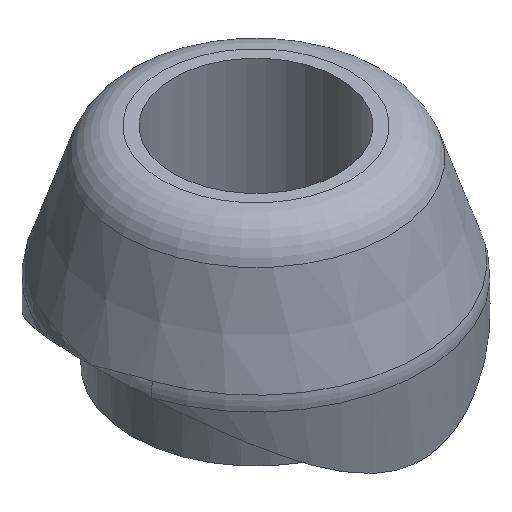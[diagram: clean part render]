
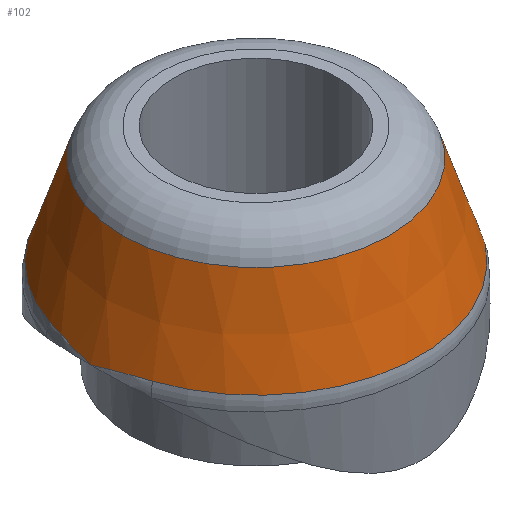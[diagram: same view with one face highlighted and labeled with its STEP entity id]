
A CAD part, isometric view. The second image highlights one B-rep face of the part: STEP entity #102.
In plain terms, the highlighted conical face has half-angle 18.435 degrees and reference radius 3.614 mm.
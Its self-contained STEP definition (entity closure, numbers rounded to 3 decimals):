
#102=ADVANCED_FACE('',(#237,#239),#241,.T.);
#237=FACE_BOUND('',#238,.T.);
#238=EDGE_LOOP('',(#591,#592,#593,#594,#595,#596,#597));
#239=FACE_OUTER_BOUND('',#240,.T.);
#240=EDGE_LOOP('',(#598));
#241=CONICAL_SURFACE('',#242,3.614,0.322);
#242=AXIS2_PLACEMENT_3D('',#243,#244,#245);
#243=CARTESIAN_POINT('',(0.,0.,2.158));
#244=DIRECTION('',(0.,0.,-1.));
#245=DIRECTION('',(0.,-1.,0.));
#591=ORIENTED_EDGE('',*,*,#636,.T.);
#592=ORIENTED_EDGE('',*,*,#637,.T.);
#593=ORIENTED_EDGE('',*,*,#638,.T.);
#594=ORIENTED_EDGE('',*,*,#639,.T.);
#595=ORIENTED_EDGE('',*,*,#640,.T.);
#596=ORIENTED_EDGE('',*,*,#641,.T.);
#597=ORIENTED_EDGE('',*,*,#642,.T.);
#598=ORIENTED_EDGE('',*,*,#629,.F.);
#629=EDGE_CURVE('',#659,#659,#660,.T.);
#636=EDGE_CURVE('',#666,#673,#674,.T.);
#637=EDGE_CURVE('',#673,#675,#676,.T.);
#638=EDGE_CURVE('',#675,#677,#678,.T.);
#639=EDGE_CURVE('',#677,#662,#679,.T.);
#640=EDGE_CURVE('',#662,#680,#681,.T.);
#641=EDGE_CURVE('',#680,#682,#683,.T.);
#642=EDGE_CURVE('',#682,#666,#684,.T.);
#659=VERTEX_POINT('',#791);
#660=CIRCLE('',#792,3.228);
#662=VERTEX_POINT('',#797);
#666=VERTEX_POINT('',#929);
#673=VERTEX_POINT('',#1125);
#674=B_SPLINE_CURVE_WITH_KNOTS('',3,
(#1126,#1127,#1128,#1129,#1130,#1131,#1132),
.UNSPECIFIED.,.F.,.F.,
(4,1,1,1,4),
(0.,0.296,0.581,0.803,1.),
.UNSPECIFIED.);
#675=VERTEX_POINT('',#1133);
#676=CIRCLE('',#1134,3.949);
#677=VERTEX_POINT('',#1138);
#678=CIRCLE('',#1139,3.949);
#679=B_SPLINE_CURVE_WITH_KNOTS('',3,
(#1143,#1144,#1145,#1146,#1147,#1148),
.UNSPECIFIED.,.F.,.F.,
(4,1,1,4),
(0.,0.333,0.667,1.),
.UNSPECIFIED.);
#680=VERTEX_POINT('',#1149);
#681=B_SPLINE_CURVE_WITH_KNOTS('',3,
(#1150,#1151,#1152,#1153,#1154,#1155,#1156,#1157),
.UNSPECIFIED.,.F.,.F.,
(4,1,1,1,1,4),
(0.,0.255,0.484,0.67,0.845,1.),
.UNSPECIFIED.);
#682=VERTEX_POINT('',#1158);
#683=CIRCLE('',#1159,3.949);
#684=B_SPLINE_CURVE_WITH_KNOTS('',3,
(#1163,#1164,#1165,#1166,#1167,#1168,#1169,#1170,#1171),
.UNSPECIFIED.,.F.,.F.,
(4,1,1,1,1,1,4),
(0.,0.231,0.436,0.601,0.734,0.862,
1.),
.UNSPECIFIED.);
#791=CARTESIAN_POINT('',(0.,3.228,3.316));
#792=AXIS2_PLACEMENT_3D('',#793,#794,#795);
#793=CARTESIAN_POINT('',(0.,0.,3.316));
#794=DIRECTION('',(0.,0.,1.));
#795=DIRECTION('',(0.,1.,0.));
#797=CARTESIAN_POINT('',(-4.,0.,1.));
#929=CARTESIAN_POINT('',(4.,0.,1.));
#1125=CARTESIAN_POINT('',(3.747,1.247,1.154));
#1126=CARTESIAN_POINT('',(4.,0.,1.));
#1127=CARTESIAN_POINT('',(3.99,0.129,1.029));
#1128=CARTESIAN_POINT('',(3.96,0.378,1.083));
#1129=CARTESIAN_POINT('',(3.897,0.715,1.128));
#1130=CARTESIAN_POINT('',(3.823,1.003,1.15));
#1131=CARTESIAN_POINT('',(3.772,1.17,1.153));
#1132=CARTESIAN_POINT('',(3.747,1.247,1.154));
#1133=CARTESIAN_POINT('',(0.,3.949,1.154));
#1134=AXIS2_PLACEMENT_3D('',#1135,#1136,#1137);
#1135=CARTESIAN_POINT('',(0.,0.,1.154));
#1136=DIRECTION('',(0.,0.,1.));
#1137=DIRECTION('',(0.949,0.316,0.));
#1138=CARTESIAN_POINT('',(-3.747,1.247,1.154));
#1139=AXIS2_PLACEMENT_3D('',#1140,#1141,#1142);
#1140=CARTESIAN_POINT('',(0.,0.,1.154));
#1141=DIRECTION('',(0.,0.,1.));
#1142=DIRECTION('',(0.,1.,0.));
#1143=CARTESIAN_POINT('',(-3.747,1.247,1.154));
#1144=CARTESIAN_POINT('',(-3.791,1.116,1.153));
#1145=CARTESIAN_POINT('',(-3.868,0.848,1.144));
#1146=CARTESIAN_POINT('',(-3.954,0.43,1.093));
#1147=CARTESIAN_POINT('',(-3.989,0.145,1.033));
#1148=CARTESIAN_POINT('',(-4.,0.,1.));
#1149=CARTESIAN_POINT('',(-3.747,-1.247,1.154));
#1150=CARTESIAN_POINT('',(-4.,0.,1.));
#1151=CARTESIAN_POINT('',(-3.991,-0.111,1.026));
#1152=CARTESIAN_POINT('',(-3.968,-0.318,1.07));
#1153=CARTESIAN_POINT('',(-3.919,-0.602,1.114));
#1154=CARTESIAN_POINT('',(-3.864,-0.846,1.139));
#1155=CARTESIAN_POINT('',(-3.808,-1.055,1.152));
#1156=CARTESIAN_POINT('',(-3.767,-1.187,1.154));
#1157=CARTESIAN_POINT('',(-3.747,-1.247,1.154));
#1158=CARTESIAN_POINT('',(3.747,-1.247,1.154));
#1159=AXIS2_PLACEMENT_3D('',#1160,#1161,#1162);
#1160=CARTESIAN_POINT('',(0.,0.,1.154));
#1161=DIRECTION('',(0.,0.,1.));
#1162=DIRECTION('',(-0.949,-0.316,0.));
#1163=CARTESIAN_POINT('',(3.747,-1.247,1.154));
#1164=CARTESIAN_POINT('',(3.777,-1.156,1.153));
#1165=CARTESIAN_POINT('',(3.829,-0.982,1.15));
#1166=CARTESIAN_POINT('',(3.89,-0.736,1.129));
#1167=CARTESIAN_POINT('',(3.933,-0.526,1.102));
#1168=CARTESIAN_POINT('',(3.962,-0.345,1.073));
#1169=CARTESIAN_POINT('',(3.984,-0.174,1.039));
#1170=CARTESIAN_POINT('',(3.996,-0.06,1.013));
#1171=CARTESIAN_POINT('',(4.,0.,1.));
